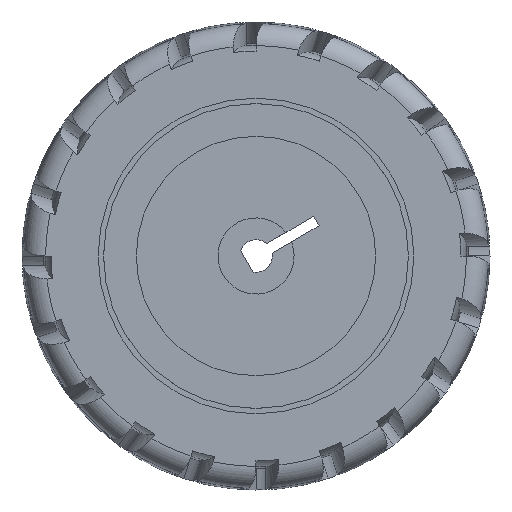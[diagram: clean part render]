
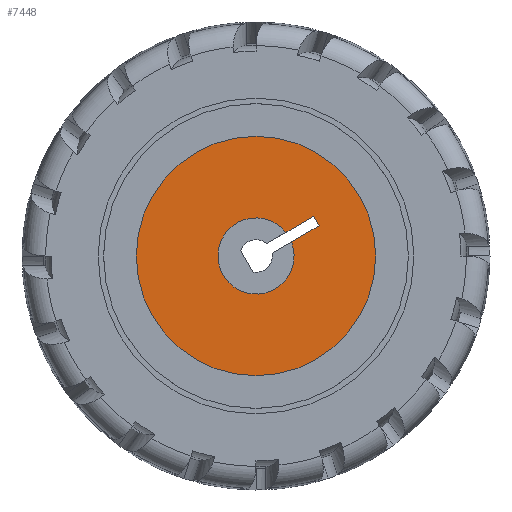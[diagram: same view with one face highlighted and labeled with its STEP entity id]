
A CAD part, front view. The second image highlights one B-rep face of the part: STEP entity #7448.
In plain terms, the highlighted planar face has unit normal (0, -1, 0).
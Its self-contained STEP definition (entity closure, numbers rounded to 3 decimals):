
#709=FACE_BOUND('',#1342,.T.);
#795=PLANE('',#8000);
#944=FACE_OUTER_BOUND('',#1341,.T.);
#1341=EDGE_LOOP('',(#5455));
#1342=EDGE_LOOP('',(#5456,#5457,#5458,#5459));
#1925=LINE('',#11199,#2414);
#1926=LINE('',#11201,#2415);
#1927=LINE('',#11202,#2416);
#2414=VECTOR('',#9201,2.95);
#2415=VECTOR('',#9202,1.);
#2416=VECTOR('',#9203,2.95);
#2782=CIRCLE('',#7999,3.5);
#2783=CIRCLE('',#8001,11.);
#3286=VERTEX_POINT('',#11190);
#3287=VERTEX_POINT('',#11192);
#3288=VERTEX_POINT('',#11196);
#3289=VERTEX_POINT('',#11198);
#3290=VERTEX_POINT('',#11200);
#4162=EDGE_CURVE('',#3287,#3286,#2782,.T.);
#4164=EDGE_CURVE('',#3288,#3288,#2783,.T.);
#4165=EDGE_CURVE('',#3286,#3289,#1925,.T.);
#4166=EDGE_CURVE('',#3289,#3290,#1926,.T.);
#4167=EDGE_CURVE('',#3290,#3287,#1927,.T.);
#5455=ORIENTED_EDGE('',*,*,#4164,.F.);
#5456=ORIENTED_EDGE('',*,*,#4162,.T.);
#5457=ORIENTED_EDGE('',*,*,#4165,.T.);
#5458=ORIENTED_EDGE('',*,*,#4166,.T.);
#5459=ORIENTED_EDGE('',*,*,#4167,.T.);
#7448=ADVANCED_FACE('',(#944,#709),#795,.F.);
#7999=AXIS2_PLACEMENT_3D('',#11193,#9194,#9195);
#8000=AXIS2_PLACEMENT_3D('',#11195,#9197,#9198);
#8001=AXIS2_PLACEMENT_3D('',#11197,#9199,#9200);
#9194=DIRECTION('center_axis',(0.,1.,0.));
#9195=DIRECTION('ref_axis',(-1.,0.,0.));
#9197=DIRECTION('center_axis',(0.,1.,0.));
#9198=DIRECTION('ref_axis',(0.,0.,1.));
#9199=DIRECTION('center_axis',(0.,1.,0.));
#9200=DIRECTION('ref_axis',(-1.,0.,0.));
#9201=DIRECTION('',(0.866,0.,0.5));
#9202=DIRECTION('',(0.5,0.,-0.866));
#9203=DIRECTION('',(-0.866,0.,-0.5));
#11190=CARTESIAN_POINT('',(2.75,0.701,2.165));
#11192=CARTESIAN_POINT('',(3.25,0.701,1.299));
#11193=CARTESIAN_POINT('Origin',(0.,0.701,
0.));
#11195=CARTESIAN_POINT('Origin',(3.5,0.701,0.));
#11196=CARTESIAN_POINT('',(11.,0.701,0.));
#11197=CARTESIAN_POINT('Origin',(0.,0.701,
0.));
#11198=CARTESIAN_POINT('',(5.305,0.701,3.64));
#11199=CARTESIAN_POINT('',(2.75,0.701,2.165));
#11200=CARTESIAN_POINT('',(5.805,0.701,2.774));
#11201=CARTESIAN_POINT('',(5.305,0.701,3.64));
#11202=CARTESIAN_POINT('',(5.805,0.701,2.774));
